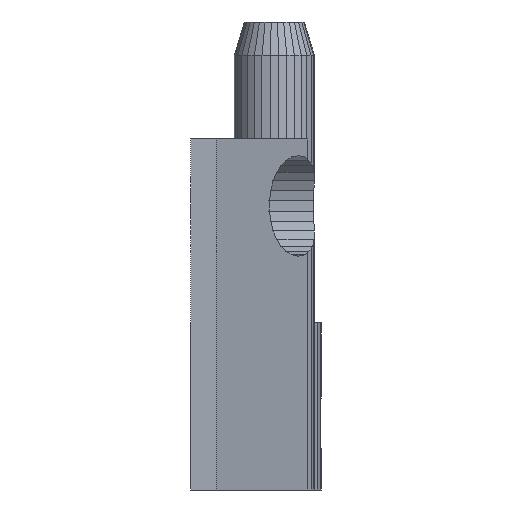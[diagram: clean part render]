
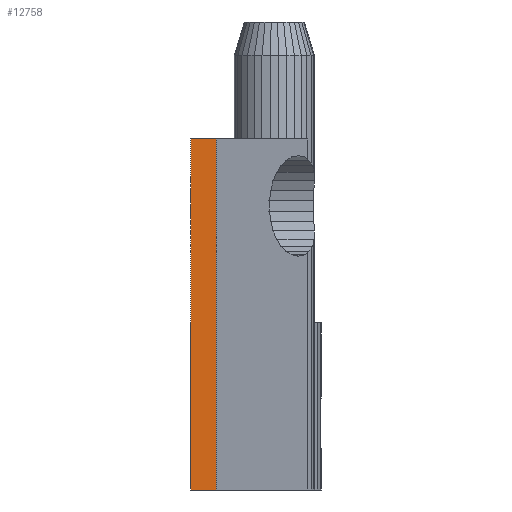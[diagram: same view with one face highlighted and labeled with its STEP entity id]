
A CAD part, front view. The second image highlights one B-rep face of the part: STEP entity #12758.
In plain terms, the highlighted planar face has unit normal (0, -1, 0).
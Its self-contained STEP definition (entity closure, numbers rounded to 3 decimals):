
#11860 = EDGE_CURVE('',#11861,#11863,#11865,.T.);
#11861 = VERTEX_POINT('',#11862);
#11862 = CARTESIAN_POINT('',(-5.,-11.,0.));
#11863 = VERTEX_POINT('',#11864);
#11864 = CARTESIAN_POINT('',(-5.,-11.,21.));
#11865 = SURFACE_CURVE('',#11866,(#11870,#11882),.PCURVE_S1.);
#11866 = LINE('',#11867,#11868);
#11867 = CARTESIAN_POINT('',(-5.,-11.,0.));
#11868 = VECTOR('',#11869,1.);
#11869 = DIRECTION('',(0.,0.,1.));
#11870 = PCURVE('',#11871,#11876);
#11871 = PLANE('',#11872);
#11872 = AXIS2_PLACEMENT_3D('',#11873,#11874,#11875);
#11873 = CARTESIAN_POINT('',(-5.,-11.,0.));
#11874 = DIRECTION('',(1.,0.,0.));
#11875 = DIRECTION('',(0.,0.,1.));
#11876 = DEFINITIONAL_REPRESENTATION('',(#11877),#11881);
#11877 = LINE('',#11878,#11879);
#11878 = CARTESIAN_POINT('',(0.,0.));
#11879 = VECTOR('',#11880,1.);
#11880 = DIRECTION('',(1.,0.));
#11881 = ( GEOMETRIC_REPRESENTATION_CONTEXT(2) 
PARAMETRIC_REPRESENTATION_CONTEXT() REPRESENTATION_CONTEXT('2D SPACE',''
  ) );
#11882 = PCURVE('',#11883,#11888);
#11883 = PLANE('',#11884);
#11884 = AXIS2_PLACEMENT_3D('',#11885,#11886,#11887);
#11885 = CARTESIAN_POINT('',(-5.,-11.,0.));
#11886 = DIRECTION('',(0.,1.,0.));
#11887 = DIRECTION('',(0.,0.,1.));
#11888 = DEFINITIONAL_REPRESENTATION('',(#11889),#11893);
#11889 = LINE('',#11890,#11891);
#11890 = CARTESIAN_POINT('',(0.,0.));
#11891 = VECTOR('',#11892,1.);
#11892 = DIRECTION('',(1.,0.));
#11893 = ( GEOMETRIC_REPRESENTATION_CONTEXT(2) 
PARAMETRIC_REPRESENTATION_CONTEXT() REPRESENTATION_CONTEXT('2D SPACE',''
  ) );
#11911 = PLANE('',#11912);
#11912 = AXIS2_PLACEMENT_3D('',#11913,#11914,#11915);
#11913 = CARTESIAN_POINT('',(-5.,-11.,0.));
#11914 = DIRECTION('',(0.,0.,1.));
#11915 = DIRECTION('',(1.,0.,0.));
#11965 = PLANE('',#11966);
#11966 = AXIS2_PLACEMENT_3D('',#11967,#11968,#11969);
#11967 = CARTESIAN_POINT('',(-5.,-11.,21.));
#11968 = DIRECTION('',(0.,0.,1.));
#11969 = DIRECTION('',(1.,0.,0.));
#12758 = ADVANCED_FACE('',(#12759),#11883,.F.);
#12759 = FACE_BOUND('',#12760,.F.);
#12760 = EDGE_LOOP('',(#12761,#12784,#12785,#12808));
#12761 = ORIENTED_EDGE('',*,*,#12762,.F.);
#12762 = EDGE_CURVE('',#11861,#12763,#12765,.T.);
#12763 = VERTEX_POINT('',#12764);
#12764 = CARTESIAN_POINT('',(-3.477,-11.,0.));
#12765 = SURFACE_CURVE('',#12766,(#12770,#12777),.PCURVE_S1.);
#12766 = LINE('',#12767,#12768);
#12767 = CARTESIAN_POINT('',(-5.,-11.,0.));
#12768 = VECTOR('',#12769,1.);
#12769 = DIRECTION('',(1.,0.,0.));
#12770 = PCURVE('',#11883,#12771);
#12771 = DEFINITIONAL_REPRESENTATION('',(#12772),#12776);
#12772 = LINE('',#12773,#12774);
#12773 = CARTESIAN_POINT('',(0.,0.));
#12774 = VECTOR('',#12775,1.);
#12775 = DIRECTION('',(0.,1.));
#12776 = ( GEOMETRIC_REPRESENTATION_CONTEXT(2) 
PARAMETRIC_REPRESENTATION_CONTEXT() REPRESENTATION_CONTEXT('2D SPACE',''
  ) );
#12777 = PCURVE('',#11911,#12778);
#12778 = DEFINITIONAL_REPRESENTATION('',(#12779),#12783);
#12779 = LINE('',#12780,#12781);
#12780 = CARTESIAN_POINT('',(0.,0.));
#12781 = VECTOR('',#12782,1.);
#12782 = DIRECTION('',(1.,0.));
#12783 = ( GEOMETRIC_REPRESENTATION_CONTEXT(2) 
PARAMETRIC_REPRESENTATION_CONTEXT() REPRESENTATION_CONTEXT('2D SPACE',''
  ) );
#12784 = ORIENTED_EDGE('',*,*,#11860,.T.);
#12785 = ORIENTED_EDGE('',*,*,#12786,.T.);
#12786 = EDGE_CURVE('',#11863,#12787,#12789,.T.);
#12787 = VERTEX_POINT('',#12788);
#12788 = CARTESIAN_POINT('',(-3.477,-11.,21.));
#12789 = SURFACE_CURVE('',#12790,(#12794,#12801),.PCURVE_S1.);
#12790 = LINE('',#12791,#12792);
#12791 = CARTESIAN_POINT('',(-5.,-11.,21.));
#12792 = VECTOR('',#12793,1.);
#12793 = DIRECTION('',(1.,0.,0.));
#12794 = PCURVE('',#11883,#12795);
#12795 = DEFINITIONAL_REPRESENTATION('',(#12796),#12800);
#12796 = LINE('',#12797,#12798);
#12797 = CARTESIAN_POINT('',(21.,0.));
#12798 = VECTOR('',#12799,1.);
#12799 = DIRECTION('',(0.,1.));
#12800 = ( GEOMETRIC_REPRESENTATION_CONTEXT(2) 
PARAMETRIC_REPRESENTATION_CONTEXT() REPRESENTATION_CONTEXT('2D SPACE',''
  ) );
#12801 = PCURVE('',#11965,#12802);
#12802 = DEFINITIONAL_REPRESENTATION('',(#12803),#12807);
#12803 = LINE('',#12804,#12805);
#12804 = CARTESIAN_POINT('',(0.,0.));
#12805 = VECTOR('',#12806,1.);
#12806 = DIRECTION('',(1.,0.));
#12807 = ( GEOMETRIC_REPRESENTATION_CONTEXT(2) 
PARAMETRIC_REPRESENTATION_CONTEXT() REPRESENTATION_CONTEXT('2D SPACE',''
  ) );
#12808 = ORIENTED_EDGE('',*,*,#12809,.F.);
#12809 = EDGE_CURVE('',#12763,#12787,#12810,.T.);
#12810 = SURFACE_CURVE('',#12811,(#12815,#12821),.PCURVE_S1.);
#12811 = LINE('',#12812,#12813);
#12812 = CARTESIAN_POINT('',(-3.477,-11.,-0.5));
#12813 = VECTOR('',#12814,1.);
#12814 = DIRECTION('',(0.,0.,1.));
#12815 = PCURVE('',#11883,#12816);
#12816 = DEFINITIONAL_REPRESENTATION('',(#12817),#12820);
#12817 = B_SPLINE_CURVE_WITH_KNOTS('',1,(#12818,#12819),.UNSPECIFIED.,
  .F.,.F.,(2,2),(-1.6,23.6),.PIECEWISE_BEZIER_KNOTS.);
#12818 = CARTESIAN_POINT('',(-2.1,1.523));
#12819 = CARTESIAN_POINT('',(23.1,1.523));
#12820 = ( GEOMETRIC_REPRESENTATION_CONTEXT(2) 
PARAMETRIC_REPRESENTATION_CONTEXT() REPRESENTATION_CONTEXT('2D SPACE',''
  ) );
#12821 = PCURVE('',#12822,#12827);
#12822 = PLANE('',#12823);
#12823 = AXIS2_PLACEMENT_3D('',#12824,#12825,#12826);
#12824 = CARTESIAN_POINT('',(-7.23,-17.5,-1.));
#12825 = DIRECTION('',(-0.866,0.5,0.));
#12826 = DIRECTION('',(0.,0.,1.));
#12827 = DEFINITIONAL_REPRESENTATION('',(#12828),#12831);
#12828 = B_SPLINE_CURVE_WITH_KNOTS('',1,(#12829,#12830),.UNSPECIFIED.,
  .F.,.F.,(2,2),(-1.6,23.6),.PIECEWISE_BEZIER_KNOTS.);
#12829 = CARTESIAN_POINT('',(-1.1,7.506));
#12830 = CARTESIAN_POINT('',(24.1,7.506));
#12831 = ( GEOMETRIC_REPRESENTATION_CONTEXT(2) 
PARAMETRIC_REPRESENTATION_CONTEXT() REPRESENTATION_CONTEXT('2D SPACE',''
  ) );
